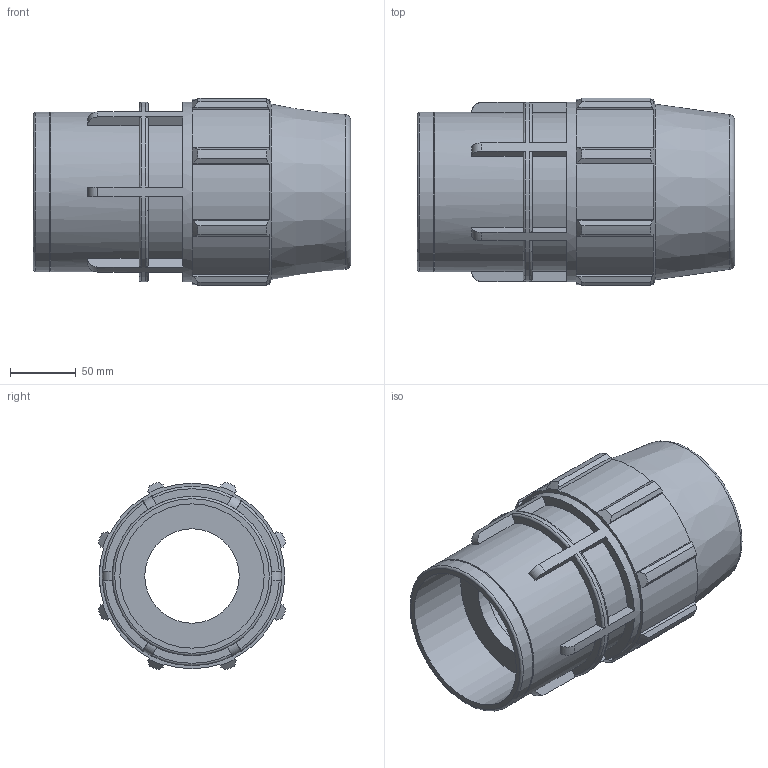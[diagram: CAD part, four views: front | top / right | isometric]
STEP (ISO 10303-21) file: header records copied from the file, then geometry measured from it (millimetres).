
FILE_DESCRIPTION(/* description */ ('PLASSON FEMALE ADAPTOR 90-4"'),/* implementation_level */ '2;1');
FILE_NAME(/* name */ '870300090040_180300090040_840306090040.ipt.stp',/* time_stamp */ '2018-03-25T20:10:20+03:00',/* author */ ('KIM'),/* organization */ (''),/* preprocessor_version */ 'ST-DEVELOPER v15.6',/* originating_system */ 'Autodesk Inventor 2015',/* authorisation */ '');
FILE_SCHEMA (('AUTOMOTIVE_DESIGN { 1 0 10303 214 3 1 1 }'));
Length unit declared in the file: millimetre
Products named in the file (1): 870300090040_180300090040_840306090040
Bounding box: 242 x 143.02 x 143.02 mm (x, y, z)
Volume: 1492444.3 mm3; surface area: 203941.1 mm2
Topology: 1 solids, 1 shells, 142 faces, 383 edges, 253 vertices
Faces by surface type: plane 80, cylinder 28, torus 20, cone 14
Full cylindrical faces by diameter (mm): 72 x1, 90 x1, 110.072 x1, 121.6 x2, 136.8 x1
Entity records: 4879 total; most frequent: CARTESIAN_POINT 1243, ORIENTED_EDGE 732, DIRECTION 702, EDGE_CURVE 366, AXIS2_PLACEMENT_3D 261, VERTEX_POINT 250, LINE 180, VECTOR 180
